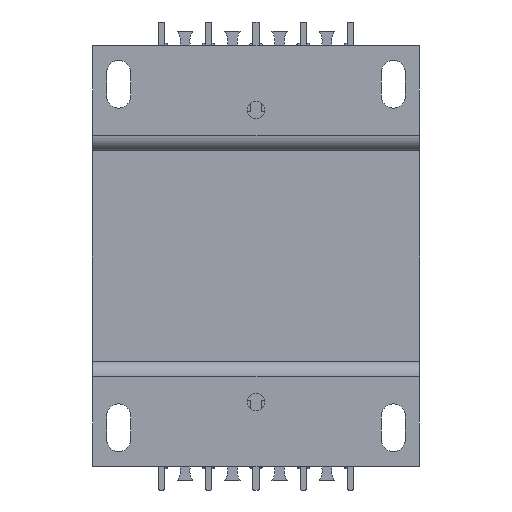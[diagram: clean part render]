
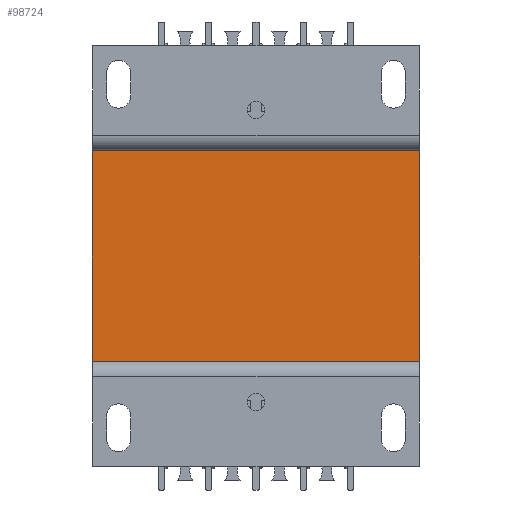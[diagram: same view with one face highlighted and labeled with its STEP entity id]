
A CAD part, front view. The second image highlights one B-rep face of the part: STEP entity #98724.
In plain terms, the highlighted planar face has unit normal (0, -1, 0).
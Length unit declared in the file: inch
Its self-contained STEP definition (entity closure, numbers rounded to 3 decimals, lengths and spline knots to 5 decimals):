
#4962 = CARTESIAN_POINT ( 'NONE',  ( 1.5, -1.25, 0.96457 ) ) ;
#5199 = VECTOR ( 'NONE', #51568, 39.37008 ) ;
#12538 = EDGE_CURVE ( 'NONE', #25560, #90101, #48692, .T. ) ;
#13714 = DIRECTION ( 'NONE',  ( 0., 0., 1. ) ) ;
#15063 = FACE_OUTER_BOUND ( 'NONE', #99513, .T. ) ;
#16837 = LINE ( 'NONE', #72923, #49275 ) ;
#21950 = EDGE_CURVE ( 'NONE', #90101, #82332, #80832, .T. ) ;
#24402 = DIRECTION ( 'NONE',  ( 0., 0., 1. ) ) ;
#25560 = VERTEX_POINT ( 'NONE', #93156 ) ;
#32091 = AXIS2_PLACEMENT_3D ( 'NONE', #83447, #43808, #24402 ) ;
#32846 = DIRECTION ( 'NONE',  ( 1., 0., 0. ) ) ;
#33868 = PLANE ( 'NONE',  #32091 ) ;
#37652 = VECTOR ( 'NONE', #13714, 39.37008 ) ;
#41799 = ORIENTED_EDGE ( 'NONE', *, *, #12538, .F. ) ;
#43808 = DIRECTION ( 'NONE',  ( 0., 1., 0. ) ) ;
#48692 = LINE ( 'NONE', #98417, #124243 ) ;
#49275 = VECTOR ( 'NONE', #32846, 39.37008 ) ;
#51568 = DIRECTION ( 'NONE',  ( 0., 0., -1. ) ) ;
#68117 = EDGE_CURVE ( 'NONE', #68252, #25560, #83849, .T. ) ;
#68222 = DIRECTION ( 'NONE',  ( -1., 0., 0. ) ) ;
#68252 = VERTEX_POINT ( 'NONE', #4962 ) ;
#72923 = CARTESIAN_POINT ( 'NONE',  ( -1.5, -1.25, 0.96457 ) ) ;
#80832 = LINE ( 'NONE', #112448, #37652 ) ;
#82332 = VERTEX_POINT ( 'NONE', #105487 ) ;
#83447 = CARTESIAN_POINT ( 'NONE',  ( -1.5, -1.25, 0.96457 ) ) ;
#83811 = CARTESIAN_POINT ( 'NONE',  ( -1.5, -1.25, -0.96457 ) ) ;
#83849 = LINE ( 'NONE', #111113, #5199 ) ;
#88899 = ORIENTED_EDGE ( 'NONE', *, *, #68117, .F. ) ;
#90101 = VERTEX_POINT ( 'NONE', #83811 ) ;
#93156 = CARTESIAN_POINT ( 'NONE',  ( 1.5, -1.25, -0.96457 ) ) ;
#98417 = CARTESIAN_POINT ( 'NONE',  ( -1.5, -1.25, -0.96457 ) ) ;
#98724 = ADVANCED_FACE ( 'NONE', ( #15063 ), #33868, .F. ) ;
#99513 = EDGE_LOOP ( 'NONE', ( #88899, #114458, #118475, #41799 ) ) ;
#105487 = CARTESIAN_POINT ( 'NONE',  ( -1.5, -1.25, 0.96457 ) ) ;
#111113 = CARTESIAN_POINT ( 'NONE',  ( 1.5, -1.25, 0.96457 ) ) ;
#112448 = CARTESIAN_POINT ( 'NONE',  ( -1.5, -1.25, 0.96457 ) ) ;
#114458 = ORIENTED_EDGE ( 'NONE', *, *, #123451, .F. ) ;
#118475 = ORIENTED_EDGE ( 'NONE', *, *, #21950, .F. ) ;
#123451 = EDGE_CURVE ( 'NONE', #82332, #68252, #16837, .T. ) ;
#124243 = VECTOR ( 'NONE', #68222, 39.37008 ) ;
